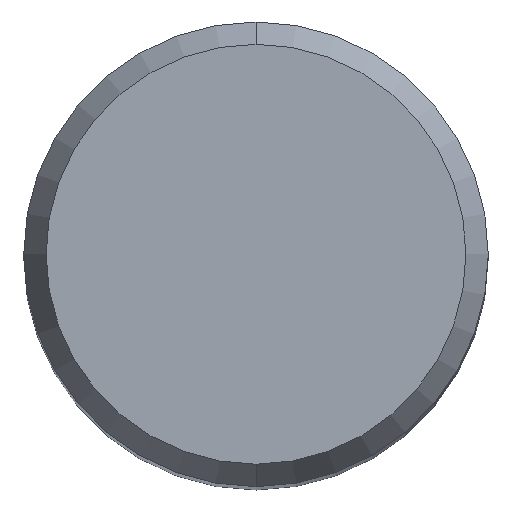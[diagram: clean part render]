
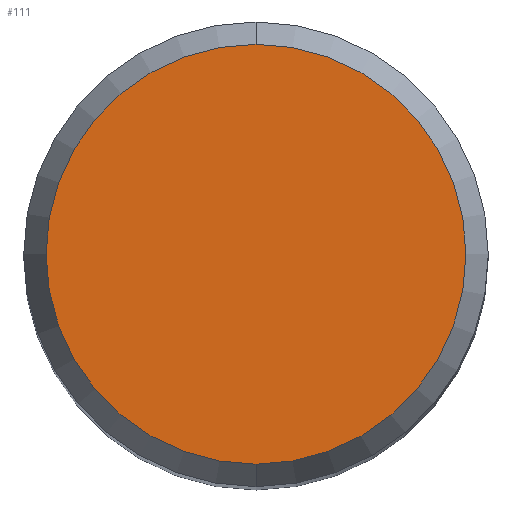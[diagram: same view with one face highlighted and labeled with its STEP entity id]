
A CAD part, top view. The second image highlights one B-rep face of the part: STEP entity #111.
In plain terms, the highlighted planar face has unit normal (0, 0, 1).
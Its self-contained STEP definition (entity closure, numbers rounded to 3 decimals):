
#111=ADVANCED_FACE('',(#241),#242,.T.);
#113=VERTEX_POINT('',#244);
#181=VERTEX_POINT('',#322);
#185=EDGE_CURVE('',#181,#113,#326,.T.);
#193=EDGE_CURVE('',#113,#181,#334,.T.);
#241=FACE_OUTER_BOUND('',#387,.T.);
#242=PLANE('',#388);
#244=CARTESIAN_POINT('',(0.0,4.304,0.01));
#322=CARTESIAN_POINT('',(0.,-4.304,0.01));
#326=CIRCLE('',#491,4.304);
#334=CIRCLE('',#499,4.304);
#387=EDGE_LOOP('',(#540,#541));
#388=AXIS2_PLACEMENT_3D('',#542,#543,#544);
#491=AXIS2_PLACEMENT_3D('',#652,#653,#654);
#499=AXIS2_PLACEMENT_3D('',#656,#657,#658);
#540=ORIENTED_EDGE('',*,*,#193,.F.);
#541=ORIENTED_EDGE('',*,*,#185,.F.);
#542=CARTESIAN_POINT('',(0.0,2.152,0.01));
#543=DIRECTION('',(-0.0,0.0,1.0));
#544=DIRECTION('',(0.0,-1.0,0.0));
#652=CARTESIAN_POINT('',(0.0,0.0,0.01));
#653=DIRECTION('',(0.0,0.0,-1.0));
#654=DIRECTION('',(0.0,1.0,0.0));
#656=CARTESIAN_POINT('',(0.0,0.0,0.01));
#657=DIRECTION('',(0.0,0.0,-1.0));
#658=DIRECTION('',(0.0,1.0,0.0));
